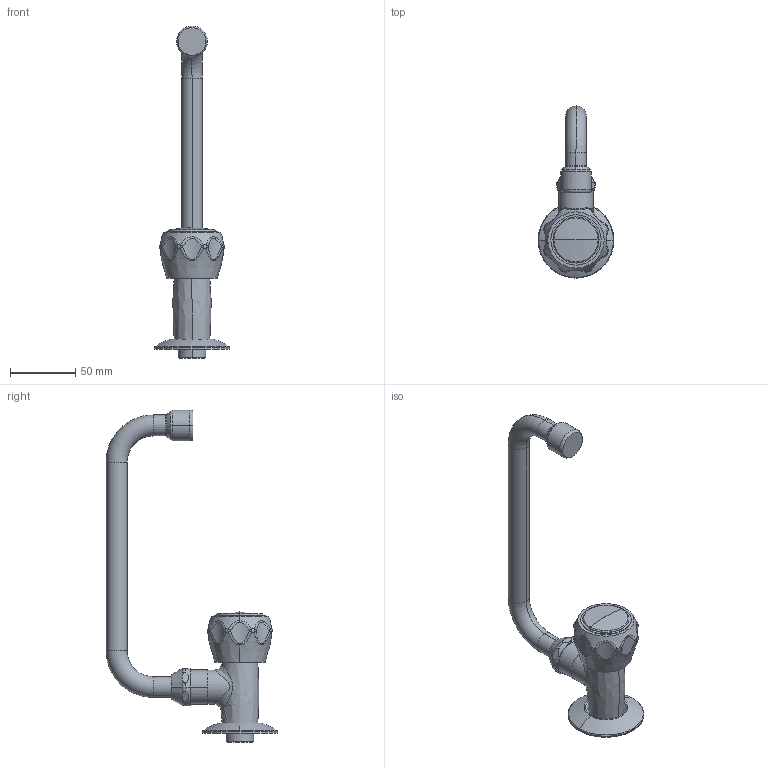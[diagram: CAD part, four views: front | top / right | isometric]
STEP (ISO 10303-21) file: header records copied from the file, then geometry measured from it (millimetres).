
FILE_DESCRIPTION((''),'2;1');
FILE_NAME('DA205CR','2021-11-09T13:01:58',('ut3'),('PAFFONI SpA'),'CREO PARAMETRIC BY PTC INC, 2020044','CREO PARAMETRIC BY PTC INC, 2020044','');
FILE_SCHEMA(('CONFIG_CONTROL_DESIGN','SHAPE_APPEARANCE_LAYERS_GROUPS'));
Length unit declared in the file: millimetre
Products named in the file (1): DA205CR
Bounding box: 58 x 131.3 x 253.8 mm (x, y, z)
Volume: 188328.3 mm3; surface area: 35512.1 mm2
Topology: 1 solids, 1 shells, 136 faces, 306 edges, 178 vertices
Faces by surface type: bspline 42, torus 32, cylinder 28, plane 16, cone 16, sphere 2
Entity records: 8915 total; most frequent: CARTESIAN_POINT 5161, ORIENTED_EDGE 608, DIRECTION 560, EDGE_CURVE 304, AXIS2_PLACEMENT_3D 262, VERTEX_POINT 178, CIRCLE 168, EDGE_LOOP 144
